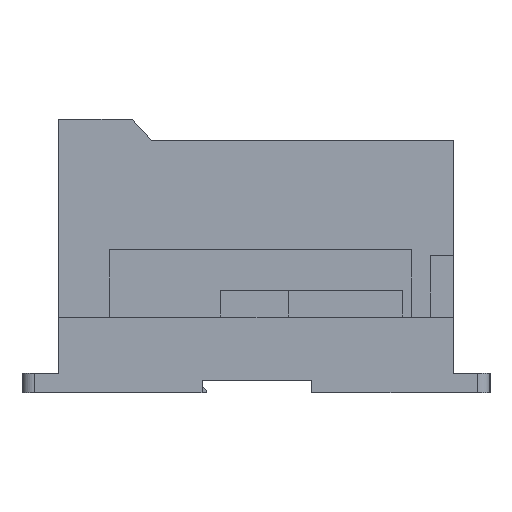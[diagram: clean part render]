
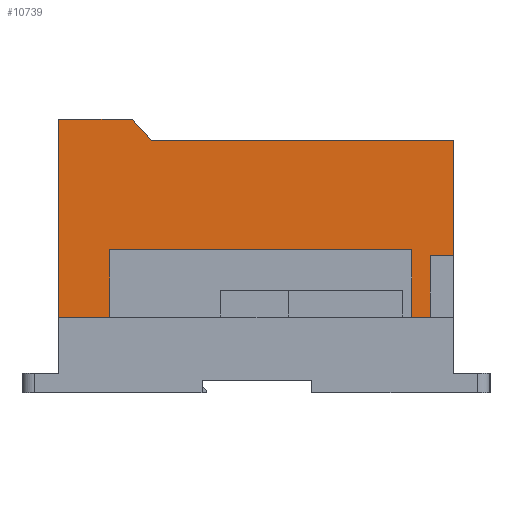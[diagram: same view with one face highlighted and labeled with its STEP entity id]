
A CAD part, left-side view. The second image highlights one B-rep face of the part: STEP entity #10739.
In plain terms, the highlighted planar face has unit normal (-1, 0, 0).
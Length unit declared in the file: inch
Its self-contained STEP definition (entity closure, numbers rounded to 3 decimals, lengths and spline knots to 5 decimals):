
#4057 = VERTEX_POINT ( 'NONE', #13507 ) ;
#4059 = EDGE_CURVE ( 'NONE', #4060, #4057, #13506, .T. ) ;
#4060 = VERTEX_POINT ( 'NONE', #13502 ) ;
#5519 = CARTESIAN_POINT ( 'NONE',  ( 4.2, 4.39, 0.504 ) ) ;
#5671 = CARTESIAN_POINT ( 'NONE',  ( 4.2, 4.92, 0.504 ) ) ;
#5672 = DIRECTION ( 'NONE',  ( 0., 1., 0. ) ) ;
#5673 = VECTOR ( 'NONE', #5672, 39.37008 ) ;
#5674 = CARTESIAN_POINT ( 'NONE',  ( 4.2, -2.58852, 0.504 ) ) ;
#5675 = LINE ( 'NONE', #5674, #5673 ) ;
#6212 = DIRECTION ( 'NONE',  ( 0., 1., 0. ) ) ;
#6213 = VECTOR ( 'NONE', #6212, 39.37008 ) ;
#6214 = CARTESIAN_POINT ( 'NONE',  ( 4.2, -2.58852, 0.504 ) ) ;
#6215 = LINE ( 'NONE', #6214, #6213 ) ;
#6240 = CARTESIAN_POINT ( 'NONE',  ( 4.2, 0.53, 0.504 ) ) ;
#6705 = CARTESIAN_POINT ( 'NONE',  ( 4.2, 0.2, 0.504 ) ) ;
#6706 = CARTESIAN_POINT ( 'NONE',  ( 4.2, 0.2, 0.969 ) ) ;
#6707 = DIRECTION ( 'NONE',  ( 0., 1., 0. ) ) ;
#6708 = VECTOR ( 'NONE', #6707, 39.37008 ) ;
#6709 = CARTESIAN_POINT ( 'NONE',  ( 4.2, 5.04, 0.969 ) ) ;
#6710 = LINE ( 'NONE', #6709, #6708 ) ;
#6717 = CARTESIAN_POINT ( 'NONE',  ( 4.2, 0., 0.969 ) ) ;
#8361 = CARTESIAN_POINT ( 'NONE',  ( 4.2, 5.04, 0.969 ) ) ;
#8362 = DIRECTION ( 'NONE',  ( 0., 1., 0. ) ) ;
#8364 = VECTOR ( 'NONE', #8362, 39.37008 ) ;
#8365 = CARTESIAN_POINT ( 'NONE',  ( 4.2, 5.04, 0.969 ) ) ;
#8366 = LINE ( 'NONE', #8365, #8364 ) ;
#8534 = CARTESIAN_POINT ( 'NONE',  ( 4.2, 4.92, 0.969 ) ) ;
#8671 = VERTEX_POINT ( 'NONE', #5519 ) ;
#8758 = DIRECTION ( 'NONE',  ( 0., 0., 1. ) ) ;
#8759 = VECTOR ( 'NONE', #8758, 39.37008 ) ;
#8760 = CARTESIAN_POINT ( 'NONE',  ( 4.2, 0., 0.969 ) ) ;
#8761 = LINE ( 'NONE', #8760, #8759 ) ;
#8853 = EDGE_CURVE ( 'NONE', #8671, #8854, #5675, .T. ) ;
#8854 = VERTEX_POINT ( 'NONE', #5671 ) ;
#8959 = DIRECTION ( 'NONE',  ( 0., 0., 1. ) ) ;
#8960 = VECTOR ( 'NONE', #8959, 39.37008 ) ;
#8961 = CARTESIAN_POINT ( 'NONE',  ( 4.2, 0.2, 0.504 ) ) ;
#8963 = LINE ( 'NONE', #8961, #8960 ) ;
#9285 = CARTESIAN_POINT ( 'NONE',  ( 4.2, 0.53, 1.829 ) ) ;
#9287 = DIRECTION ( 'NONE',  ( 0., 1., 0. ) ) ;
#9289 = VECTOR ( 'NONE', #9287, 39.37008 ) ;
#9291 = CARTESIAN_POINT ( 'NONE',  ( 4.2, 4.39, 1.829 ) ) ;
#9292 = LINE ( 'NONE', #9291, #9289 ) ;
#9306 = CARTESIAN_POINT ( 'NONE',  ( 4.2, 4.39, 1.829 ) ) ;
#9308 = DIRECTION ( 'NONE',  ( 0., 0., -1. ) ) ;
#9310 = VECTOR ( 'NONE', #9308, 39.37008 ) ;
#9311 = CARTESIAN_POINT ( 'NONE',  ( 4.2, 4.39, 0.504 ) ) ;
#9312 = LINE ( 'NONE', #9311, #9310 ) ;
#9341 = EDGE_CURVE ( 'NONE', #9610, #9372, #6215, .T. ) ;
#9350 = CARTESIAN_POINT ( 'NONE',  ( 4.2, 0., 3.225 ) ) ;
#9372 = VERTEX_POINT ( 'NONE', #6240 ) ;
#9536 = DIRECTION ( 'NONE',  ( 0., -0.673, -0.74 ) ) ;
#9537 = VECTOR ( 'NONE', #9536, 39.37008 ) ;
#9538 = CARTESIAN_POINT ( 'NONE',  ( 4.2, 4.1025, 3.5 ) ) ;
#9539 = LINE ( 'NONE', #9538, #9537 ) ;
#9542 = CARTESIAN_POINT ( 'NONE',  ( 4.2, 3.8525, 3.225 ) ) ;
#9543 = DIRECTION ( 'NONE',  ( 0., -1., 0. ) ) ;
#9544 = VECTOR ( 'NONE', #9543, 39.37008 ) ;
#9545 = CARTESIAN_POINT ( 'NONE',  ( 4.2, 3.8525, 3.225 ) ) ;
#9552 = LINE ( 'NONE', #9545, #9544 ) ;
#9566 = DIRECTION ( 'NONE',  ( 0., 1., 0. ) ) ;
#9568 = DIRECTION ( 'NONE',  ( 1., 0., 0. ) ) ;
#9570 = CARTESIAN_POINT ( 'NONE',  ( 4.2, 5.04, 0.969 ) ) ;
#9573 = AXIS2_PLACEMENT_3D ( 'NONE', #9570, #9568, #9566 ) ;
#9574 = PLANE ( 'NONE',  #9573 ) ;
#9575 = FACE_OUTER_BOUND ( 'NONE', #10946, .T. ) ;
#9594 = VERTEX_POINT ( 'NONE', #6717 ) ;
#9603 = EDGE_CURVE ( 'NONE', #9594, #9605, #6710, .T. ) ;
#9605 = VERTEX_POINT ( 'NONE', #6706 ) ;
#9610 = VERTEX_POINT ( 'NONE', #6705 ) ;
#9948 = LINE ( 'NONE', #10009, #10008 ) ;
#10007 = DIRECTION ( 'NONE',  ( 0., 0., 1. ) ) ;
#10008 = VECTOR ( 'NONE', #10007, 39.37008 ) ;
#10009 = CARTESIAN_POINT ( 'NONE',  ( 4.2, 4.92, 0.504 ) ) ;
#10055 = DIRECTION ( 'NONE',  ( 0., 0., 1. ) ) ;
#10056 = VECTOR ( 'NONE', #10055, 39.37008 ) ;
#10057 = CARTESIAN_POINT ( 'NONE',  ( 4.2, 0.53, 0.504 ) ) ;
#10058 = LINE ( 'NONE', #10057, #10056 ) ;
#10130 = DIRECTION ( 'NONE',  ( 0., 0., 1. ) ) ;
#10131 = VECTOR ( 'NONE', #10130, 39.37008 ) ;
#10132 = CARTESIAN_POINT ( 'NONE',  ( 4.2, 5.04, 0.969 ) ) ;
#10133 = LINE ( 'NONE', #10132, #10131 ) ;
#10342 = EDGE_CURVE ( 'NONE', #10433, #10343, #8366, .T. ) ;
#10343 = VERTEX_POINT ( 'NONE', #8361 ) ;
#10433 = VERTEX_POINT ( 'NONE', #8534 ) ;
#10472 = EDGE_CURVE ( 'NONE', #9594, #10682, #8761, .T. ) ;
#10566 = ORIENTED_EDGE ( 'NONE', *, *, #10567, .T. ) ;
#10567 = EDGE_CURVE ( 'NONE', #9610, #9605, #8963, .T. ) ;
#10570 = ORIENTED_EDGE ( 'NONE', *, *, #9603, .F. ) ;
#10647 = ORIENTED_EDGE ( 'NONE', *, *, #8853, .F. ) ;
#10649 = ORIENTED_EDGE ( 'NONE', *, *, #10650, .F. ) ;
#10650 = EDGE_CURVE ( 'NONE', #10652, #8671, #9312, .T. ) ;
#10652 = VERTEX_POINT ( 'NONE', #9306 ) ;
#10655 = ORIENTED_EDGE ( 'NONE', *, *, #10656, .F. ) ;
#10656 = EDGE_CURVE ( 'NONE', #10658, #10652, #9292, .T. ) ;
#10658 = VERTEX_POINT ( 'NONE', #9285 ) ;
#10660 = ORIENTED_EDGE ( 'NONE', *, *, #10891, .F. ) ;
#10682 = VERTEX_POINT ( 'NONE', #9350 ) ;
#10739 = ADVANCED_FACE ( 'NONE', ( #9575 ), #9574, .F. ) ;
#10742 = ORIENTED_EDGE ( 'NONE', *, *, #10472, .T. ) ;
#10745 = ORIENTED_EDGE ( 'NONE', *, *, #10747, .F. ) ;
#10747 = EDGE_CURVE ( 'NONE', #10748, #10682, #9552, .T. ) ;
#10748 = VERTEX_POINT ( 'NONE', #9542 ) ;
#10750 = ORIENTED_EDGE ( 'NONE', *, *, #10752, .F. ) ;
#10752 = EDGE_CURVE ( 'NONE', #4060, #10748, #9539, .T. ) ;
#10754 = ORIENTED_EDGE ( 'NONE', *, *, #4059, .T. ) ;
#10836 = ORIENTED_EDGE ( 'NONE', *, *, #10926, .F. ) ;
#10838 = ORIENTED_EDGE ( 'NONE', *, *, #10342, .F. ) ;
#10841 = ORIENTED_EDGE ( 'NONE', *, *, #10843, .F. ) ;
#10843 = EDGE_CURVE ( 'NONE', #8854, #10433, #9948, .T. ) ;
#10885 = ORIENTED_EDGE ( 'NONE', *, *, #9341, .F. ) ;
#10891 = EDGE_CURVE ( 'NONE', #9372, #10658, #10058, .T. ) ;
#10926 = EDGE_CURVE ( 'NONE', #10343, #4057, #10133, .T. ) ;
#10946 = EDGE_LOOP ( 'NONE', ( #10742, #10745, #10750, #10754, #10836, #10838, #10841, #10647, #10649, #10655, #10660, #10885, #10566, #10570 ) ) ;
#13502 = CARTESIAN_POINT ( 'NONE',  ( 4.2, 4.1025, 3.5 ) ) ;
#13503 = DIRECTION ( 'NONE',  ( 0., 1., 0. ) ) ;
#13504 = VECTOR ( 'NONE', #13503, 39.37008 ) ;
#13505 = CARTESIAN_POINT ( 'NONE',  ( 4.2, 5.04, 3.5 ) ) ;
#13506 = LINE ( 'NONE', #13505, #13504 ) ;
#13507 = CARTESIAN_POINT ( 'NONE',  ( 4.2, 5.04, 3.5 ) ) ;
